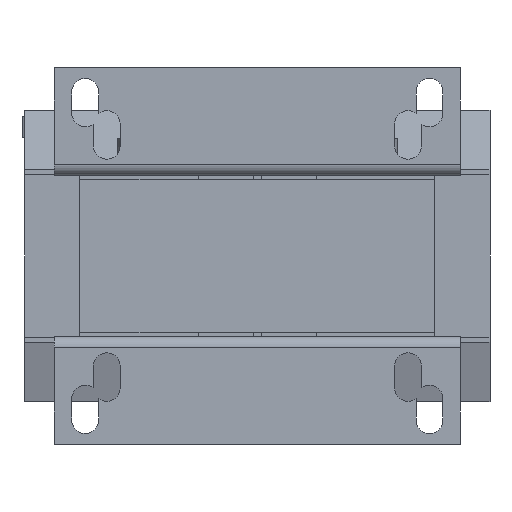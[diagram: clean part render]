
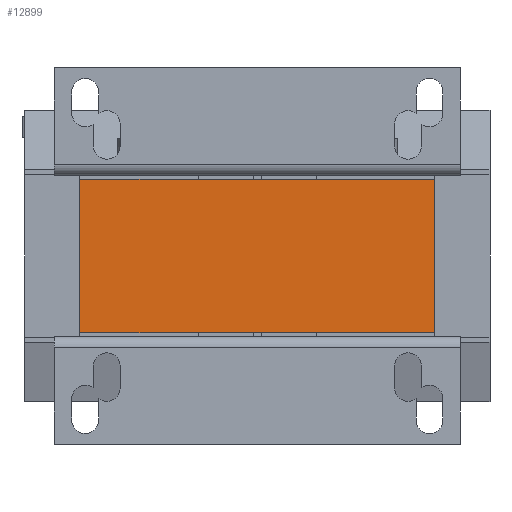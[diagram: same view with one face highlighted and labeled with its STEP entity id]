
A CAD part, front view. The second image highlights one B-rep face of the part: STEP entity #12899.
In plain terms, the highlighted planar face has unit normal (0, -1, 0).
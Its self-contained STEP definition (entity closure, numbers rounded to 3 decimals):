
#109 = VERTEX_POINT ( 'NONE', #16507 ) ;
#223 = DIRECTION ( 'NONE',  ( 0., 0., -1. ) ) ;
#496 = CARTESIAN_POINT ( 'NONE',  ( 66., -110., -28.5 ) ) ;
#657 = EDGE_CURVE ( 'Defeature ausgef�hrt1_81+Defeature ausgef�hrt1_415+Defeature ausgef�hrt1_216+Defeature ausgef�hrt1_63', #5085, #109, #9982, .T. ) ;
#686 = VECTOR ( 'NONE', #3813, 1000. ) ;
#1065 = LINE ( 'NONE', #9804, #12528 ) ;
#1117 = CARTESIAN_POINT ( 'NONE',  ( 66., -110., -28.5 ) ) ;
#1308 = VECTOR ( 'NONE', #15197, 1000. ) ;
#1416 = LINE ( 'NONE', #13523, #9311 ) ;
#1825 = ORIENTED_EDGE ( 'NONE', *, *, #11760, .T. ) ;
#1864 = ORIENTED_EDGE ( 'NONE', *, *, #7900, .F. ) ;
#1884 = VERTEX_POINT ( 'NONE', #12284 ) ;
#2056 = FACE_OUTER_BOUND ( 'NONE', #15567, .T. ) ;
#2148 = EDGE_CURVE ( 'Defeature ausgef�hrt1_77+Defeature ausgef�hrt1_415+Defeature ausgef�hrt1_41+Defeature ausgef�hrt1_216', #12824, #6414, #1416, .T. ) ;
#2928 = VECTOR ( 'NONE', #3167, 1000. ) ;
#2977 = ORIENTED_EDGE ( 'NONE', *, *, #5901, .T. ) ;
#3167 = DIRECTION ( 'NONE',  ( 1., 0., 0. ) ) ;
#3286 = DIRECTION ( 'NONE',  ( 0., 1., 0. ) ) ;
#3458 = DIRECTION ( 'NONE',  ( 1., 0., 0. ) ) ;
#3559 = LINE ( 'NONE', #496, #2928 ) ;
#3813 = DIRECTION ( 'NONE',  ( 1., 0., 0. ) ) ;
#4139 = ORIENTED_EDGE ( 'NONE', *, *, #2148, .F. ) ;
#4386 = ORIENTED_EDGE ( 'NONE', *, *, #7566, .F. ) ;
#4834 = CARTESIAN_POINT ( 'NONE',  ( 44.003, -110., 28.5 ) ) ;
#5085 = VERTEX_POINT ( 'NONE', #4834 ) ;
#5314 = ORIENTED_EDGE ( 'NONE', *, *, #9498, .T. ) ;
#5849 = CARTESIAN_POINT ( 'NONE',  ( 66., -110., 28.5 ) ) ;
#5901 = EDGE_CURVE ( 'Defeature ausgef�hrt1_415+Defeature ausgef�hrt1_79+Defeature ausgef�hrt1_41+Defeature ausgef�hrt1_220', #10805, #1884, #3559, .T. ) ;
#6022 = VECTOR ( 'NONE', #15878, 1000. ) ;
#6367 = AXIS2_PLACEMENT_3D ( 'NONE', #12143, #3286, #9630 ) ;
#6414 = VERTEX_POINT ( 'NONE', #11910 ) ;
#6415 = LINE ( 'NONE', #13621, #15369 ) ;
#6594 = VERTEX_POINT ( 'NONE', #14774 ) ;
#6993 = CARTESIAN_POINT ( 'NONE',  ( -66., -110., 28.5 ) ) ;
#7171 = LINE ( 'NONE', #16378, #1308 ) ;
#7215 = LINE ( 'NONE', #9241, #13595 ) ;
#7478 = VERTEX_POINT ( 'NONE', #1117 ) ;
#7566 = EDGE_CURVE ( 'Defeature ausgef�hrt1_216+Defeature ausgef�hrt1_415+Defeature ausgef�hrt1_77+Defeature ausgef�hrt1_81', #6414, #5085, #7215, .T. ) ;
#7646 = LINE ( 'NONE', #14607, #6022 ) ;
#7810 = DIRECTION ( 'NONE',  ( 1., 0., 0. ) ) ;
#7866 = CARTESIAN_POINT ( 'NONE',  ( 66., -110., -28.5 ) ) ;
#7900 = EDGE_CURVE ( 'Defeature ausgef�hrt1_410+Defeature ausgef�hrt1_415+Defeature ausgef�hrt1_63+Defeature ausgef�hrt1_73', #109, #15619, #6415, .T. ) ;
#8642 = EDGE_CURVE ( 'Defeature ausgef�hrt1_415+Defeature ausgef�hrt1_220+Defeature ausgef�hrt1_79+Defeature ausgef�hrt1_83', #1884, #6594, #7171, .T. ) ;
#8899 = LINE ( 'NONE', #13142, #11893 ) ;
#9108 = CARTESIAN_POINT ( 'NONE',  ( 66., -110., -28.5 ) ) ;
#9241 = CARTESIAN_POINT ( 'NONE',  ( 66., -110., 28.5 ) ) ;
#9311 = VECTOR ( 'NONE', #10991, 1000. ) ;
#9455 = PLANE ( 'NONE',  #6367 ) ;
#9498 = EDGE_CURVE ( 'Defeature ausgef�hrt1_415+Defeature ausgef�hrt1_411+Defeature ausgef�hrt1_83+Defeature ausgef�hrt1_73', #7478, #15769, #1065, .T. ) ;
#9630 = DIRECTION ( 'NONE',  ( 0., 0., 1. ) ) ;
#9730 = ORIENTED_EDGE ( 'NONE', *, *, #16380, .F. ) ;
#9804 = CARTESIAN_POINT ( 'NONE',  ( 66., -110., -28.5 ) ) ;
#9982 = LINE ( 'NONE', #15302, #686 ) ;
#10629 = LINE ( 'NONE', #7866, #11623 ) ;
#10805 = VERTEX_POINT ( 'NONE', #16307 ) ;
#10991 = DIRECTION ( 'NONE',  ( 1., 0., 0. ) ) ;
#11623 = VECTOR ( 'NONE', #7810, 1000. ) ;
#11760 = EDGE_CURVE ( 'Defeature ausgef�hrt1_415+Defeature ausgef�hrt1_41+Defeature ausgef�hrt1_77+Defeature ausgef�hrt1_79', #12824, #10805, #7646, .T. ) ;
#11893 = VECTOR ( 'NONE', #223, 1000. ) ;
#11910 = CARTESIAN_POINT ( 'NONE',  ( 44., -110., 28.5 ) ) ;
#12143 = CARTESIAN_POINT ( 'NONE',  ( 66., -110., 28.5 ) ) ;
#12230 = ORIENTED_EDGE ( 'NONE', *, *, #8642, .T. ) ;
#12284 = CARTESIAN_POINT ( 'NONE',  ( 44., -110., -28.5 ) ) ;
#12528 = VECTOR ( 'NONE', #16071, 1000. ) ;
#12824 = VERTEX_POINT ( 'NONE', #6993 ) ;
#12899 = ADVANCED_FACE ( 'Defeature ausgef�hrt1_415', ( #2056 ), #9455, .F. ) ;
#13142 = CARTESIAN_POINT ( 'NONE',  ( 66., -110., 28.5 ) ) ;
#13523 = CARTESIAN_POINT ( 'NONE',  ( 66., -110., 28.5 ) ) ;
#13595 = VECTOR ( 'NONE', #15669, 1000. ) ;
#13621 = CARTESIAN_POINT ( 'NONE',  ( 66., -110., 28.5 ) ) ;
#14375 = ORIENTED_EDGE ( 'NONE', *, *, #15660, .T. ) ;
#14607 = CARTESIAN_POINT ( 'NONE',  ( -66., -110., 28.5 ) ) ;
#14774 = CARTESIAN_POINT ( 'NONE',  ( 44.003, -110., -28.5 ) ) ;
#15197 = DIRECTION ( 'NONE',  ( 1., 0., 0. ) ) ;
#15302 = CARTESIAN_POINT ( 'NONE',  ( 66., -110., 28.5 ) ) ;
#15369 = VECTOR ( 'NONE', #3458, 1000. ) ;
#15545 = ORIENTED_EDGE ( 'NONE', *, *, #657, .F. ) ;
#15567 = EDGE_LOOP ( 'NONE', ( #2977, #12230, #14375, #5314, #9730, #1864, #15545, #4386, #4139, #1825 ) ) ;
#15619 = VERTEX_POINT ( 'NONE', #5849 ) ;
#15660 = EDGE_CURVE ( 'Defeature ausgef�hrt1_415+Defeature ausgef�hrt1_83+Defeature ausgef�hrt1_220+Defeature ausgef�hrt1_411', #6594, #7478, #10629, .T. ) ;
#15669 = DIRECTION ( 'NONE',  ( 1., 0., 0. ) ) ;
#15769 = VERTEX_POINT ( 'NONE', #9108 ) ;
#15878 = DIRECTION ( 'NONE',  ( 0., 0., -1. ) ) ;
#16071 = DIRECTION ( 'NONE',  ( 1., 0., 0. ) ) ;
#16307 = CARTESIAN_POINT ( 'NONE',  ( -66., -110., -28.5 ) ) ;
#16378 = CARTESIAN_POINT ( 'NONE',  ( 66., -110., -28.5 ) ) ;
#16380 = EDGE_CURVE ( 'Defeature ausgef�hrt1_73+Defeature ausgef�hrt1_415+Defeature ausgef�hrt1_410+Defeature ausgef�hrt1_411', #15619, #15769, #8899, .T. ) ;
#16507 = CARTESIAN_POINT ( 'NONE',  ( 66., -110., 28.5 ) ) ;
